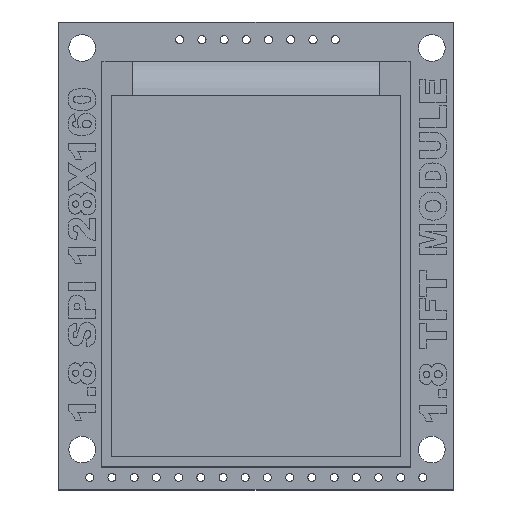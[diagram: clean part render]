
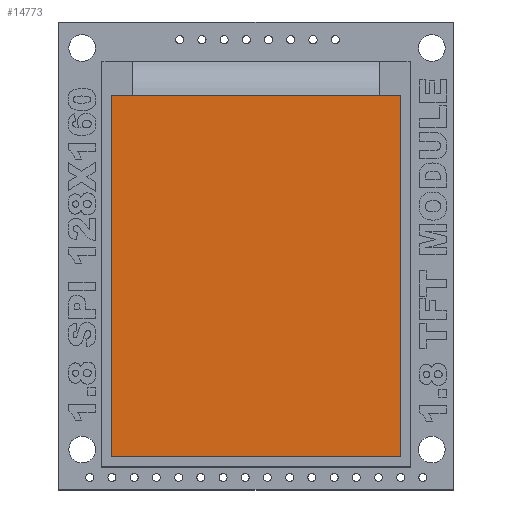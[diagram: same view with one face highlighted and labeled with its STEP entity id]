
A CAD part, top view. The second image highlights one B-rep face of the part: STEP entity #14773.
In plain terms, the highlighted planar face has unit normal (0, 0, 1).
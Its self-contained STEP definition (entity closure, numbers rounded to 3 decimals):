
#1669=ORIENTED_EDGE('',*,*,#4414,.F.);
#1670=ORIENTED_EDGE('',*,*,#4410,.F.);
#1671=ORIENTED_EDGE('',*,*,#4424,.F.);
#1672=ORIENTED_EDGE('',*,*,#4420,.F.);
#1673=ORIENTED_EDGE('',*,*,#4623,.F.);
#1674=ORIENTED_EDGE('',*,*,#4417,.F.);
#4410=EDGE_CURVE('',#5934,#5935,#6857,.T.);
#4414=EDGE_CURVE('',#5935,#5938,#6861,.T.);
#4417=EDGE_CURVE('',#5938,#5940,#6864,.T.);
#4420=EDGE_CURVE('',#5942,#5943,#6867,.T.);
#4424=EDGE_CURVE('',#5943,#5934,#6871,.T.);
#4623=EDGE_CURVE('',#5940,#5942,#6900,.T.);
#5934=VERTEX_POINT('',#19130);
#5935=VERTEX_POINT('',#19131);
#5938=VERTEX_POINT('',#19139);
#5940=VERTEX_POINT('',#19145);
#5942=VERTEX_POINT('',#19151);
#5943=VERTEX_POINT('',#19152);
#6857=LINE('',#19129,#7504);
#6861=LINE('',#19138,#7508);
#6864=LINE('',#19144,#7511);
#6867=LINE('',#19150,#7514);
#6871=LINE('',#19159,#7518);
#6900=LINE('',#20269,#7547);
#7504=VECTOR('',#16183,1000.);
#7508=VECTOR('',#16189,1000.);
#7511=VECTOR('',#16194,1000.);
#7514=VECTOR('',#16199,1000.);
#7518=VECTOR('',#16205,1000.);
#7547=VECTOR('',#16376,1000.);
#8241=EDGE_LOOP('',(#1669,#1670,#1671,#1672,#1673,#1674));
#9070=FACE_BOUND('',#8241,.T.);
#9730=PLANE('',#15500);
#14773=ADVANCED_FACE('',(#9070),#9730,.F.);
#15500=AXIS2_PLACEMENT_3D('',#20270,#16377,#16378);
#16183=DIRECTION('',(-1.,0.,0.));
#16189=DIRECTION('',(0.,1.,0.));
#16194=DIRECTION('',(1.,0.,0.));
#16199=DIRECTION('',(1.,0.,0.));
#16205=DIRECTION('',(0.,-1.,0.));
#16376=DIRECTION('',(1.,0.,0.));
#16377=DIRECTION('',(0.,0.,-1.));
#16378=DIRECTION('',(-1.,0.,0.));
#19129=CARTESIAN_POINT('',(16.574,-22.957,4.42));
#19130=CARTESIAN_POINT('',(16.574,-22.957,4.42));
#19131=CARTESIAN_POINT('',(-16.574,-22.957,4.42));
#19138=CARTESIAN_POINT('',(-16.574,-22.957,4.42));
#19139=CARTESIAN_POINT('',(-16.574,18.402,4.42));
#19144=CARTESIAN_POINT('',(-16.574,18.402,4.42));
#19145=CARTESIAN_POINT('',(-14.135,18.402,4.42));
#19150=CARTESIAN_POINT('',(-16.574,18.402,4.42));
#19151=CARTESIAN_POINT('',(14.135,18.402,4.42));
#19152=CARTESIAN_POINT('',(16.574,18.402,4.42));
#19159=CARTESIAN_POINT('',(16.574,18.402,4.42));
#20269=CARTESIAN_POINT('',(-16.574,18.402,4.42));
#20270=CARTESIAN_POINT('',(0.,0.,4.42));
